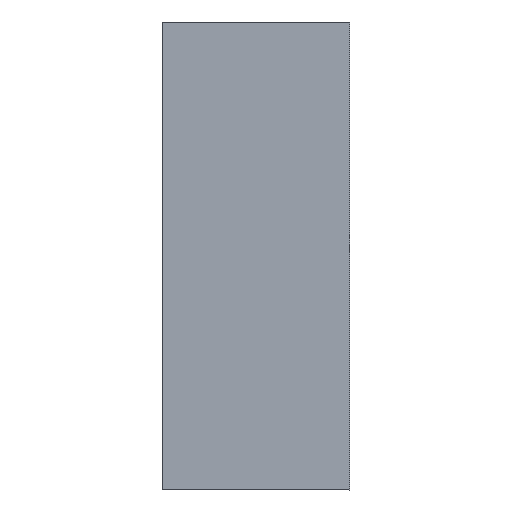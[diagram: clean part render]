
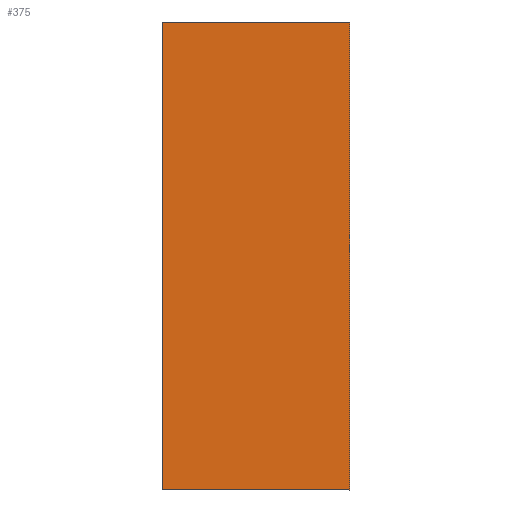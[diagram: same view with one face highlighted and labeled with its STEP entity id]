
A CAD part, front view. The second image highlights one B-rep face of the part: STEP entity #375.
In plain terms, the highlighted planar face has unit normal (0, -1, 0).
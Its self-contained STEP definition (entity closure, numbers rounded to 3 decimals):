
#55=FACE_OUTER_BOUND('',#84,.T.);
#84=EDGE_LOOP('',(#331,#332,#333,#334));
#107=LINE('',#575,#147);
#119=LINE('',#599,#159);
#125=LINE('',#610,#165);
#126=LINE('',#612,#166);
#147=VECTOR('',#476,10.);
#159=VECTOR('',#498,10.);
#165=VECTOR('',#508,10.);
#166=VECTOR('',#511,10.);
#187=VERTEX_POINT('',#573);
#188=VERTEX_POINT('',#574);
#195=VERTEX_POINT('',#598);
#198=VERTEX_POINT('',#608);
#227=EDGE_CURVE('',#187,#188,#107,.T.);
#239=EDGE_CURVE('',#195,#188,#119,.T.);
#245=EDGE_CURVE('',#187,#198,#125,.T.);
#246=EDGE_CURVE('',#195,#198,#126,.T.);
#331=ORIENTED_EDGE('',*,*,#245,.T.);
#332=ORIENTED_EDGE('',*,*,#246,.F.);
#333=ORIENTED_EDGE('',*,*,#239,.T.);
#334=ORIENTED_EDGE('',*,*,#227,.F.);
#356=PLANE('',#416);
#375=ADVANCED_FACE('',(#55),#356,.T.);
#416=AXIS2_PLACEMENT_3D('',#611,#509,#510);
#476=DIRECTION('',(0.,0.,-1.));
#498=DIRECTION('',(1.,0.,0.));
#508=DIRECTION('',(-1.,0.,0.));
#509=DIRECTION('center_axis',(0.,-1.,0.));
#510=DIRECTION('ref_axis',(0.,0.,1.));
#511=DIRECTION('',(0.,0.,1.));
#573=CARTESIAN_POINT('',(37.,-17.5,10.));
#574=CARTESIAN_POINT('',(37.,-17.5,-10.));
#575=CARTESIAN_POINT('',(37.,-17.5,10.));
#598=CARTESIAN_POINT('',(29.,-17.5,-10.));
#599=CARTESIAN_POINT('',(35.,-17.5,-10.));
#608=CARTESIAN_POINT('',(29.,-17.5,10.));
#610=CARTESIAN_POINT('',(35.,-17.5,10.));
#611=CARTESIAN_POINT('Origin',(35.,-17.5,-10.));
#612=CARTESIAN_POINT('',(29.,-17.5,10.));
